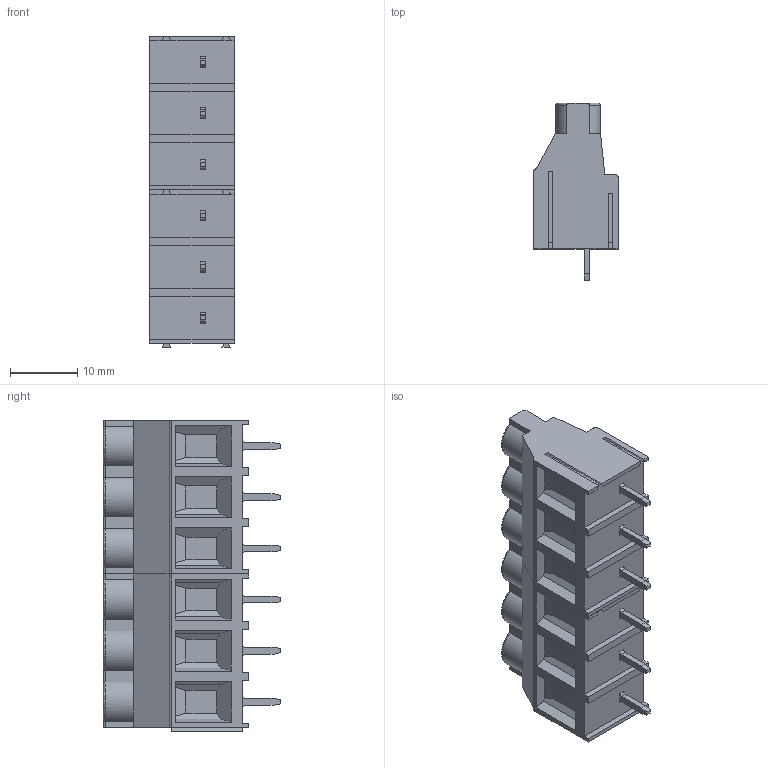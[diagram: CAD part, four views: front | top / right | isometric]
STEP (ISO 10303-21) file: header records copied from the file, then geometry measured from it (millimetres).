
FILE_DESCRIPTION (( 'STEP AP214' ), '1' );
FILE_NAME ('CUI_DEVICES_TB005-762-06BE.step', '2019-10-21T17:42:45', ( '' ), ( '' ), 'SwSTEP 2.0', 'SolidWorks 2019', '' );
FILE_SCHEMA (( 'AUTOMOTIVE_DESIGN' ));
Length unit declared in the file: millimetre
Products named in the file (2): CUI_DEVICES_TB005-762-06BE; TB005-762-03P_Blue - S
Assembly tree (2 placements, depth 2):
  CUI_DEVICES_TB005-762-06BE
    TB005-762-03P_Blue - S  x2
Bounding box: 12.6 x 26.45 x 46.32 mm (x, y, z)
Volume: 8572.2 mm3; surface area: 5076.9 mm2
Topology: 2 solids, 8 shells, 396 faces, 996 edges, 644 vertices
Faces by surface type: plane 268, bspline 60, cylinder 44, cone 24
Entity records: 10081 total; most frequent: CARTESIAN_POINT 4246, ORIENTED_EDGE 996, DIRECTION 873, EDGE_CURVE 498, VECTOR 343, LINE 343, VERTEX_POINT 322, AXIS2_PLACEMENT_3D 265
